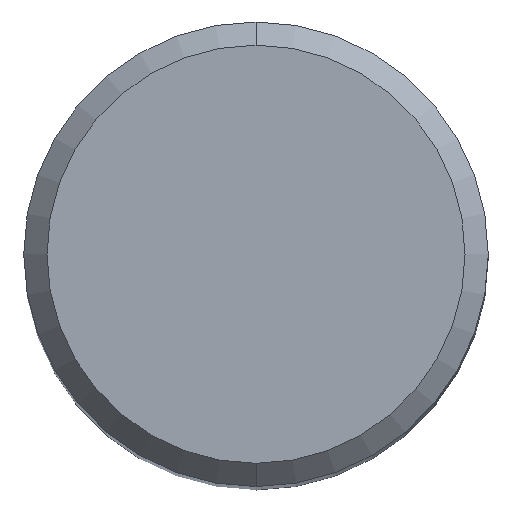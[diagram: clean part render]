
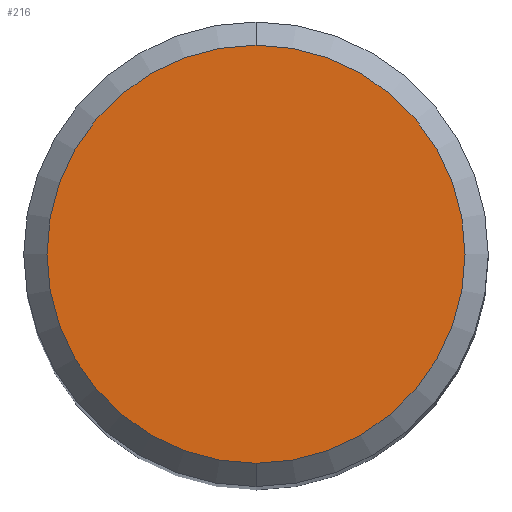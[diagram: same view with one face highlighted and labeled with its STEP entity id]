
A CAD part, top view. The second image highlights one B-rep face of the part: STEP entity #216.
In plain terms, the highlighted planar face has unit normal (0, 0, 1).
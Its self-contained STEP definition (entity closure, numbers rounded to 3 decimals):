
#146=EDGE_CURVE('',#286,#310,#387,.T.);
#216=ADVANCED_FACE('',(#467),#468,.T.);
#276=EDGE_CURVE('',#310,#286,#535,.T.);
#286=VERTEX_POINT('',#545);
#310=VERTEX_POINT('',#573);
#387=CIRCLE('',#653,9.0);
#467=FACE_OUTER_BOUND('',#752,.T.);
#468=PLANE('',#753);
#535=CIRCLE('',#837,9.0);
#545=CARTESIAN_POINT('',(0.0,9.0,0.0));
#573=CARTESIAN_POINT('',(0.,-9.0,0.0));
#653=AXIS2_PLACEMENT_3D('',#973,#974,#975);
#752=EDGE_LOOP('',(#1084,#1085));
#753=AXIS2_PLACEMENT_3D('',#1086,#1087,#1088);
#837=AXIS2_PLACEMENT_3D('',#1163,#1164,#1165);
#973=CARTESIAN_POINT('',(0.0,0.0,0.0));
#974=DIRECTION('',(0.0,0.0,-1.0));
#975=DIRECTION('',(0.0,1.0,0.0));
#1084=ORIENTED_EDGE('',*,*,#146,.F.);
#1085=ORIENTED_EDGE('',*,*,#276,.F.);
#1086=CARTESIAN_POINT('',(0.0,4.5,0.0));
#1087=DIRECTION('',(-0.0,0.0,1.0));
#1088=DIRECTION('',(0.0,-1.0,0.0));
#1163=CARTESIAN_POINT('',(0.0,0.0,0.0));
#1164=DIRECTION('',(0.0,0.0,-1.0));
#1165=DIRECTION('',(0.0,1.0,0.0));
